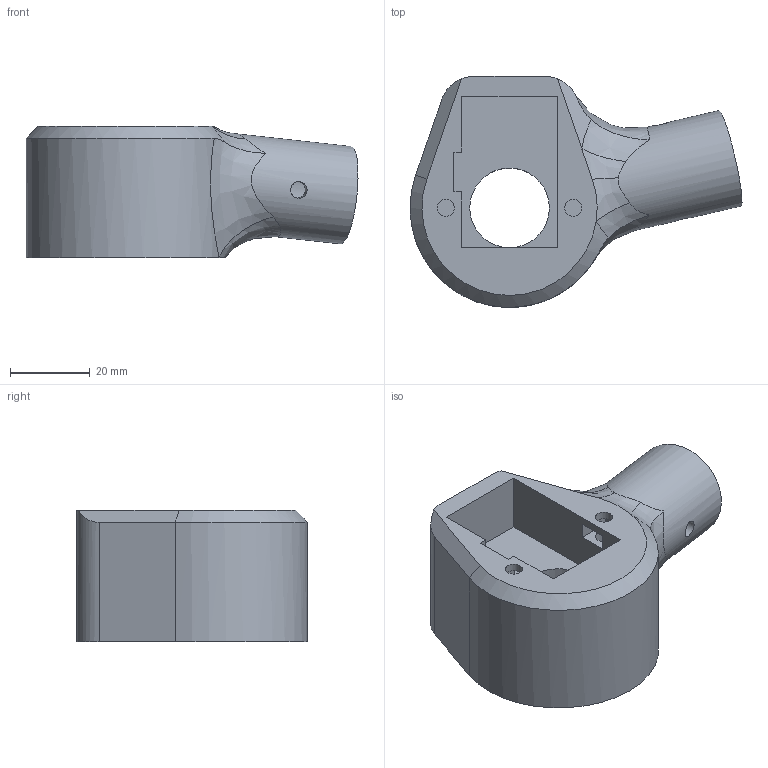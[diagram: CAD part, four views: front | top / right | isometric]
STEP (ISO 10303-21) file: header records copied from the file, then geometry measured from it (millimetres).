
FILE_DESCRIPTION(/* description */ (''),/* implementation_level */ '2;1');
FILE_NAME(/* name */ 'DMS Back Right.stp',/* time_stamp */ '2020-12-11T16:27:15+01:00',/* author */ (''),/* organization */ (''),/* preprocessor_version */ 'ST-DEVELOPER v18.1',/* originating_system */ 'Autodesk Translation Framework v9.7.1.1290',/* authorisation */ '');
FILE_SCHEMA (('AUTOMOTIVE_DESIGN { 1 0 10303 214 3 1 1 }'));
Length unit declared in the file: millimetre
Products named in the file (1): DMS - Back - Right
Bounding box: 83.36 x 58 x 33 mm (x, y, z)
Volume: 59207.9 mm3; surface area: 17942.7 mm2
Topology: 1 solids, 1 shells, 56 faces, 145 edges, 96 vertices
Faces by surface type: plane 32, cylinder 14, bspline 9, cone 1
Full cylindrical faces by diameter (mm): 4.2 x2, 4.3 x4, 20 x1, 20.6 x1, 24.6 x1, 28 x1, 42 x1
Entity records: 2290 total; most frequent: CARTESIAN_POINT 898, ORIENTED_EDGE 290, DIRECTION 253, EDGE_CURVE 145, VERTEX_POINT 96, AXIS2_PLACEMENT_3D 88, LINE 77, VECTOR 77
